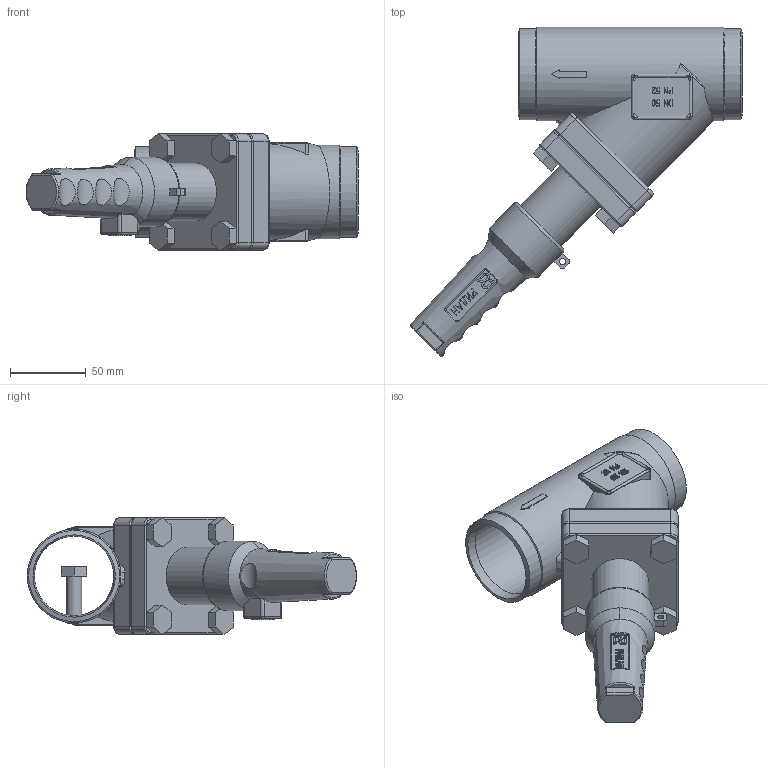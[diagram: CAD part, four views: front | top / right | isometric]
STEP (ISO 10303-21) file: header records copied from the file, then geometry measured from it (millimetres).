
FILE_DESCRIPTION(('TFLEX Exchange Step'),'2;1');
FILE_NAME('148B3050R.stp', '2024-08-13T14:44:19+03:00',('RUCO2978'),('Unknown organisation'),'TFLEX Exchange 2022.1','T-FLEX CAD','Unknown authorisation');
FILE_SCHEMA( ('AP242_MANAGED_MODEL_BASED_3D_ENGINEERING_MIM_LF {1 0 10303 442 1 1 4 }') );
Length unit declared in the file: millimetre
Products named in the file (4): Болт 1; Колпачек 32-40; Крышка SCA 50; Корпус REG SVA 50 D STR
Assembly tree (6 placements, depth 3):
  Корпус REG SVA 50 D STR
    Болт 1  x4
    Крышка SCA 50
      Колпачек 32-40
Bounding box: 219.83 x 218.09 x 77.4 mm (x, y, z)
Volume: 361679.3 mm3; surface area: 140345.9 mm2
Topology: 13 solids, 14 shells, 668 faces, 1745 edges, 1140 vertices
Faces by surface type: plane 330, bspline 161, cylinder 104, torus 45, cone 24, sphere 4
Full cylindrical faces by diameter (mm): 4 x1, 10 x5, 11 x8, 15 x1, 36 x1, 38 x1, 46 x1, 52.5 x1, 56 x1, 60.3 x2, 62 x1
Entity records: 23582 total; most frequent: CARTESIAN_POINT 8702, ORIENTED_EDGE 3270, DIRECTION 2540, EDGE_CURVE 1637, VERTEX_POINT 1068, VECTOR 932, LINE 932, AXIS2_PLACEMENT_3D 804
